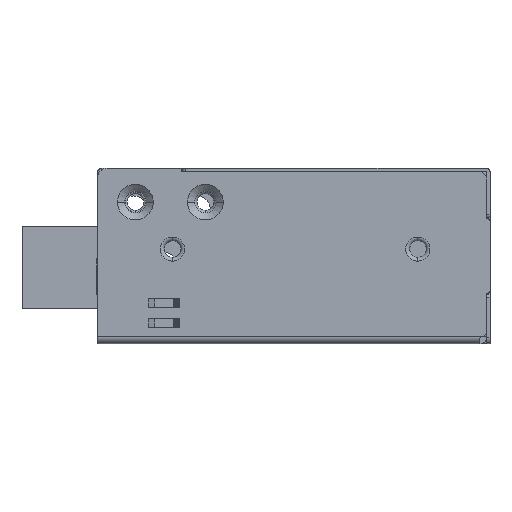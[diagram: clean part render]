
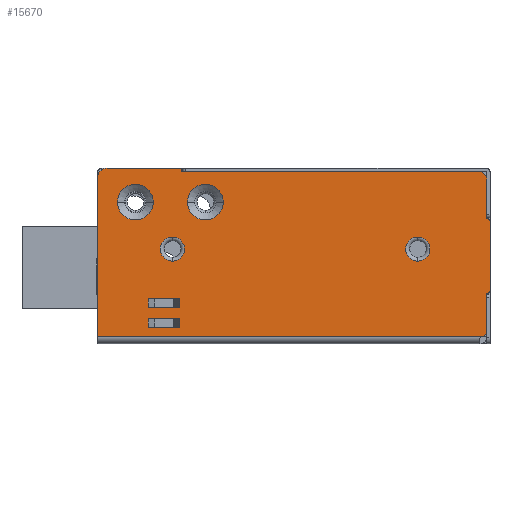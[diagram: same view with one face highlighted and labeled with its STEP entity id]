
A CAD part, front view. The second image highlights one B-rep face of the part: STEP entity #15670.
In plain terms, the highlighted planar face has unit normal (0, -1, 0).
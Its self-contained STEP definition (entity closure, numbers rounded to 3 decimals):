
#100=CARTESIAN_POINT('',(77.41,44.812,-27.9));
#110=VERTEX_POINT('',#100);
#5990=CARTESIAN_POINT('',(28.41,44.812,-15.825));
#6000=VERTEX_POINT('',#5990);
#6090=CARTESIAN_POINT('',(28.41,44.812,-11.975));
#6100=VERTEX_POINT('',#6090);
#6130=CARTESIAN_POINT('',(28.41,44.812,-13.9));
#6140=DIRECTION('',(0.,-1.,0.));
#6150=DIRECTION('',(0.,0.,1.));
#6160=AXIS2_PLACEMENT_3D('',#6130,#6140,#6150);
#6170=CIRCLE('',#6160,1.925);
#6180=EDGE_CURVE('',#6000,#6100,#6170,.T.);
#6640=CARTESIAN_POINT('',(25.36,44.812,-6.41))
;
#6650=VERTEX_POINT('',#6640);
#6680=CARTESIAN_POINT('',(22.51,44.812,-6.41))
;
#6690=DIRECTION('',(0.,1.,0.));
#6700=DIRECTION('',(-1.,0.,0.));
#6710=AXIS2_PLACEMENT_3D('',#6680,#6690,#6700);
#6720=CIRCLE('',#6710,2.85);
#6730=CARTESIAN_POINT('',(19.66,44.812,-6.41))
;
#6740=VERTEX_POINT('',#6730);
#6750=EDGE_CURVE('',#6650,#6740,#6720,.T.);
#6960=CARTESIAN_POINT('',(29.56,44.812,-21.8))
;
#6970=VERTEX_POINT('',#6960);
#7050=CARTESIAN_POINT('',(24.56,44.812,-21.8))
;
#7060=VERTEX_POINT('',#7050);
#7090=CARTESIAN_POINT('',(-25.048,44.812,-21.8));
#7100=DIRECTION('',(1.,0.,0.));
#7110=VECTOR('',#7100,1.);
#7120=LINE('',#7090,#7110);
#7130=EDGE_CURVE('',#7060,#6970,#7120,.T.);
#7270=CARTESIAN_POINT('',(24.56,44.812,-26.38))
;
#7280=VERTEX_POINT('',#7270);
#7360=CARTESIAN_POINT('',(29.56,44.812,-26.38))
;
#7370=VERTEX_POINT('',#7360);
#7400=CARTESIAN_POINT('',(-25.048,44.812,-26.38));
#7410=DIRECTION('',(-1.,0.,0.));
#7420=VECTOR('',#7410,1.);
#7430=LINE('',#7400,#7420);
#7440=EDGE_CURVE('',#7370,#7280,#7430,.T.);
#7580=CARTESIAN_POINT('',(29.56,44.812,-24.98))
;
#7590=VERTEX_POINT('',#7580);
#7670=CARTESIAN_POINT('',(24.56,44.812,-24.98))
;
#7680=VERTEX_POINT('',#7670);
#7710=CARTESIAN_POINT('',(-25.048,44.812,-24.98));
#7720=DIRECTION('',(1.,0.,0.));
#7730=VECTOR('',#7720,1.);
#7740=LINE('',#7710,#7730);
#7750=EDGE_CURVE('',#7680,#7590,#7740,.T.);
#7890=CARTESIAN_POINT('',(24.56,44.812,-23.2))
;
#7900=VERTEX_POINT('',#7890);
#7980=CARTESIAN_POINT('',(29.56,44.812,-23.2))
;
#7990=VERTEX_POINT('',#7980);
#8020=CARTESIAN_POINT('',(-25.048,44.812,-23.2));
#8030=DIRECTION('',(-1.,0.,0.));
#8040=VECTOR('',#8030,1.);
#8050=LINE('',#8020,#8040);
#8060=EDGE_CURVE('',#7990,#7900,#8050,.T.);
#9430=CARTESIAN_POINT('',(24.56,44.812,-9.564));
#9440=DIRECTION('',(0.,0.,-1.));
#9450=VECTOR('',#9440,1.);
#9460=LINE('',#9430,#9450);
#9470=EDGE_CURVE('',#7680,#7280,#9460,.T.);
#9870=CARTESIAN_POINT('',(29.56,44.812,-9.564));
#9880=DIRECTION('',(0.,0.,1.));
#9890=VECTOR('',#9880,1.);
#9900=LINE('',#9870,#9890);
#9910=EDGE_CURVE('',#7370,#7590,#9900,.T.);
#11940=CARTESIAN_POINT('',(29.56,44.812,-9.564));
#11950=DIRECTION('',(0.,0.,1.));
#11960=VECTOR('',#11950,1.);
#11970=LINE('',#11940,#11960);
#11980=EDGE_CURVE('',#7990,#6970,#11970,.T.);
#12270=CARTESIAN_POINT('',(24.56,44.812,-9.564));
#12280=DIRECTION('',(0.,0.,-1.));
#12290=VECTOR('',#12280,1.);
#12300=LINE('',#12270,#12290);
#12310=EDGE_CURVE('',#7060,#7900,#12300,.T.);
#12500=CARTESIAN_POINT('',(36.51,44.812,-6.41)
);
#12510=VERTEX_POINT('',#12500);
#12540=CARTESIAN_POINT('',(33.66,44.812,-6.41)
);
#12550=DIRECTION('',(0.,1.,0.));
#12560=DIRECTION('',(-1.,0.,0.));
#12570=AXIS2_PLACEMENT_3D('',#12540,#12550,#12560);
#12580=CIRCLE('',#12570,2.85);
#12590=CARTESIAN_POINT('',(30.81,44.812,-6.41)
);
#12600=VERTEX_POINT('',#12590);
#12610=EDGE_CURVE('',#12510,#12600,#12580,.T.);
#13470=EDGE_CURVE('',#6740,#6650,#6720,.T.);
#13600=EDGE_CURVE('',#12600,#12510,#12580,.T.);
#14000=EDGE_CURVE('',#6100,#6000,#6170,.T.);
#14060=CARTESIAN_POINT('',(60.096,44.812,-77.942)
);
#14070=DIRECTION('',(-0.,-1.,-0.));
#14080=DIRECTION('',(-1.,0.,0.));
#14090=AXIS2_PLACEMENT_3D('',#14060,#14070,#14080);
#14100=PLANE('',#14090);
#14110=ORIENTED_EDGE('',*,*,#13470,.T.);
#14120=ORIENTED_EDGE('',*,*,#6750,.T.);
#14130=EDGE_LOOP('',(#14120,#14110));
#14140=FACE_BOUND('',#14130,.T.);
#14150=ORIENTED_EDGE('',*,*,#7440,.T.);
#14160=ORIENTED_EDGE('',*,*,#9910,.F.);
#14170=ORIENTED_EDGE('',*,*,#7750,.T.);
#14180=ORIENTED_EDGE('',*,*,#9470,.F.);
#14190=EDGE_LOOP('',(#14180,#14170,#14160,#14150));
#14200=FACE_BOUND('',#14190,.T.);
#14210=ORIENTED_EDGE('',*,*,#7130,.T.);
#14220=ORIENTED_EDGE('',*,*,#12310,.F.);
#14230=ORIENTED_EDGE('',*,*,#8060,.T.);
#14240=ORIENTED_EDGE('',*,*,#11980,.F.);
#14250=EDGE_LOOP('',(#14240,#14230,#14220,#14210));
#14260=FACE_BOUND('',#14250,.T.);
#14270=ORIENTED_EDGE('',*,*,#13600,.T.);
#14280=ORIENTED_EDGE('',*,*,#12610,.T.);
#14290=EDGE_LOOP('',(#14280,#14270));
#14300=FACE_BOUND('',#14290,.T.);
#14310=CARTESIAN_POINT('',(67.51,44.812,-13.9));
#14320=DIRECTION('',(0.,-1.,0.));
#14330=DIRECTION('',(0.,0.,1.));
#14340=AXIS2_PLACEMENT_3D('',#14310,#14320,#14330);
#14350=CIRCLE('',#14340,1.925);
#14360=CARTESIAN_POINT('',(67.51,44.812,-11.975));
#14370=VERTEX_POINT('',#14360);
#14380=CARTESIAN_POINT('',(67.51,44.812,-15.825));
#14390=VERTEX_POINT('',#14380);
#14400=EDGE_CURVE('',#14370,#14390,#14350,.T.);
#14410=ORIENTED_EDGE('',*,*,#14400,.F.);
#14420=EDGE_CURVE('',#14390,#14370,#14350,.T.);
#14430=ORIENTED_EDGE('',*,*,#14420,.F.);
#14440=EDGE_LOOP('',(#14430,#14410));
#14450=FACE_BOUND('',#14440,.T.);
#14460=ORIENTED_EDGE('',*,*,#14000,.F.);
#14470=ORIENTED_EDGE('',*,*,#6180,.F.);
#14480=EDGE_LOOP('',(#14470,#14460));
#14490=FACE_BOUND('',#14480,.T.);
#14500=CARTESIAN_POINT('',(18.01,44.812,-2.5));
#14510=DIRECTION('',(0.,-1.,0.));
#14520=DIRECTION('',(1.,0.,0.));
#14530=AXIS2_PLACEMENT_3D('',#14500,#14510,#14520);
#14540=CIRCLE('',#14530,1.5);
#14550=CARTESIAN_POINT('',(18.01,44.812,-1.));
#14560=VERTEX_POINT('',#14550);
#14570=CARTESIAN_POINT('',(16.51,44.812,-2.5));
#14580=VERTEX_POINT('',#14570);
#14590=EDGE_CURVE('',#14560,#14580,#14540,.T.);
#14600=ORIENTED_EDGE('',*,*,#14590,.T.);
#14610=CARTESIAN_POINT('',(0.,44.812,-1.));
#14620=DIRECTION('',(1.,0.,0.));
#14630=VECTOR('',#14620,1.);
#14640=LINE('',#14610,#14630);
#14650=CARTESIAN_POINT('',(29.91,44.812,-1.));
#14660=VERTEX_POINT('',#14650);
#14670=EDGE_CURVE('',#14560,#14660,#14640,.T.);
#14680=ORIENTED_EDGE('',*,*,#14670,.F.);
#14690=CARTESIAN_POINT('',(29.91,44.812,0.));
#14700=DIRECTION('',(0.,0.,-1.));
#14710=VECTOR('',#14700,1.);
#14720=LINE('',#14690,#14710);
#14730=CARTESIAN_POINT('',(29.91,44.812,-1.5));
#14740=VERTEX_POINT('',#14730);
#14750=EDGE_CURVE('',#14660,#14740,#14720,.T.);
#14760=ORIENTED_EDGE('',*,*,#14750,.F.);
#14770=CARTESIAN_POINT('',(0.,44.812,-1.5));
#14780=DIRECTION('',(1.,0.,0.));
#14790=VECTOR('',#14780,1.);
#14800=LINE('',#14770,#14790);
#14810=CARTESIAN_POINT('',(77.01,44.812,-1.5));
#14820=VERTEX_POINT('',#14810);
#14830=EDGE_CURVE('',#14740,#14820,#14800,.T.);
#14840=ORIENTED_EDGE('',*,*,#14830,.F.);
#14850=CARTESIAN_POINT('',(77.01,44.812,-3.));
#14860=DIRECTION('',(0.,-1.,0.));
#14870=DIRECTION('',(1.,0.,0.));
#14880=AXIS2_PLACEMENT_3D('',#14850,#14860,#14870);
#14890=CIRCLE('',#14880,1.5);
#14900=CARTESIAN_POINT('',(78.51,44.812,-3.));
#14910=VERTEX_POINT('',#14900);
#14920=EDGE_CURVE('',#14910,#14820,#14890,.T.);
#14930=ORIENTED_EDGE('',*,*,#14920,.T.);
#14940=CARTESIAN_POINT('',(78.51,44.812,-28.));
#14950=DIRECTION('',(0.,0.,-1.));
#14960=VECTOR('',#14950,1.);
#14970=LINE('',#14940,#14960);
#14980=CARTESIAN_POINT('',(78.51,44.812,-9.));
#14990=VERTEX_POINT('',#14980);
#15000=EDGE_CURVE('',#14910,#14990,#14970,.T.);
#15010=ORIENTED_EDGE('',*,*,#15000,.F.);
#15020=CARTESIAN_POINT('',(78.51,44.812,-9.5));
#15030=DIRECTION('',(0.,-1.,0.));
#15040=DIRECTION('',(-1.,0.,0.));
#15050=AXIS2_PLACEMENT_3D('',#15020,#15030,#15040);
#15060=CIRCLE('',#15050,0.5);
#15070=CARTESIAN_POINT('',(79.01,44.812,-9.5));
#15080=VERTEX_POINT('',#15070);
#15090=EDGE_CURVE('',#15080,#14990,#15060,.T.);
#15100=ORIENTED_EDGE('',*,*,#15090,.T.);
#15110=CARTESIAN_POINT('',(79.01,44.812,-28.));
#15120=DIRECTION('',(0.,0.,-1.));
#15130=VECTOR('',#15120,1.);
#15140=LINE('',#15110,#15130);
#15150=CARTESIAN_POINT('',(79.01,44.812,-20.5));
#15160=VERTEX_POINT('',#15150);
#15170=EDGE_CURVE('',#15080,#15160,#15140,.T.);
#15180=ORIENTED_EDGE('',*,*,#15170,.F.);
#15190=CARTESIAN_POINT('',(78.51,44.812,-20.5));
#15200=DIRECTION('',(0.,1.,0.));
#15210=DIRECTION('',(1.,0.,0.));
#15220=AXIS2_PLACEMENT_3D('',#15190,#15200,#15210);
#15230=CIRCLE('',#15220,0.5);
#15240=CARTESIAN_POINT('',(78.51,44.812,-21.));
#15250=VERTEX_POINT('',#15240);
#15260=EDGE_CURVE('',#15160,#15250,#15230,.T.);
#15270=ORIENTED_EDGE('',*,*,#15260,.F.);
#15280=CARTESIAN_POINT('',(78.51,44.812,-28.));
#15290=DIRECTION('',(0.,0.,-1.));
#15300=VECTOR('',#15290,1.);
#15310=LINE('',#15280,#15300);
#15320=CARTESIAN_POINT('',(78.51,44.812,-26.9));
#15330=VERTEX_POINT('',#15320);
#15340=EDGE_CURVE('',#15250,#15330,#15310,.T.);
#15350=ORIENTED_EDGE('',*,*,#15340,.F.);
#15360=CARTESIAN_POINT('',(77.51,44.812,-26.9));
#15370=DIRECTION('',(0.,-1.,0.));
#15380=DIRECTION('',(1.,0.,0.));
#15390=AXIS2_PLACEMENT_3D('',#15360,#15370,#15380);
#15400=CIRCLE('',#15390,1.);
#15410=CARTESIAN_POINT('',(77.51,44.812,-27.9));
#15420=VERTEX_POINT('',#15410);
#15430=EDGE_CURVE('',#15420,#15330,#15400,.T.);
#15440=ORIENTED_EDGE('',*,*,#15430,.T.);
#15450=CARTESIAN_POINT('',(40.096,44.812,-27.9));
#15460=DIRECTION('',(-1.,0.,0.));
#15470=VECTOR('',#15460,1.);
#15480=LINE('',#15450,#15470);
#15490=EDGE_CURVE('',#15420,#110,#15480,.T.);
#15500=ORIENTED_EDGE('',*,*,#15490,.F.);
#15510=CARTESIAN_POINT('',(60.096,44.812,-27.9));
#15520=DIRECTION('',(1.,0.,0.));
#15530=VECTOR('',#15520,1.);
#15540=LINE('',#15510,#15530);
#15550=CARTESIAN_POINT('',(16.51,44.812,-27.9));
#15560=VERTEX_POINT('',#15550);
#15570=EDGE_CURVE('',#15560,#110,#15540,.T.);
#15580=ORIENTED_EDGE('',*,*,#15570,.T.);
#15590=CARTESIAN_POINT('',(16.51,44.812,0.));
#15600=DIRECTION('',(0.,0.,1.));
#15610=VECTOR('',#15600,1.);
#15620=LINE('',#15590,#15610);
#15630=EDGE_CURVE('',#15560,#14580,#15620,.T.);
#15640=ORIENTED_EDGE('',*,*,#15630,.F.);
#15650=EDGE_LOOP('',(#15640,#15580,#15500,#15440,#15350,#15270,#15180,
#15100,#15010,#14930,#14840,#14760,#14680,#14600));
#15660=FACE_OUTER_BOUND('',#15650,.T.);
#15670=ADVANCED_FACE('',(#14140,#14200,#14260,#14300,#14450,#14490,
#15660),#14100,.T.);
